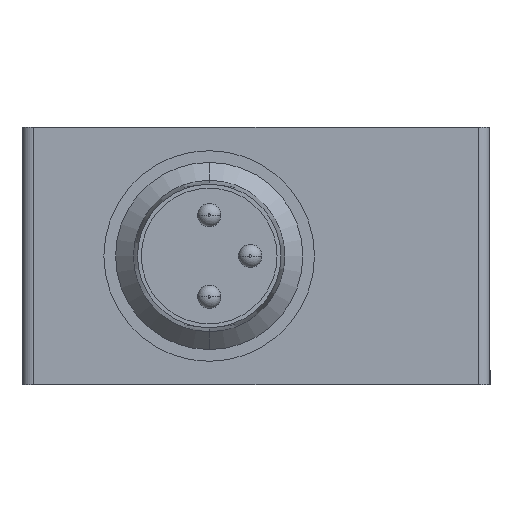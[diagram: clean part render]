
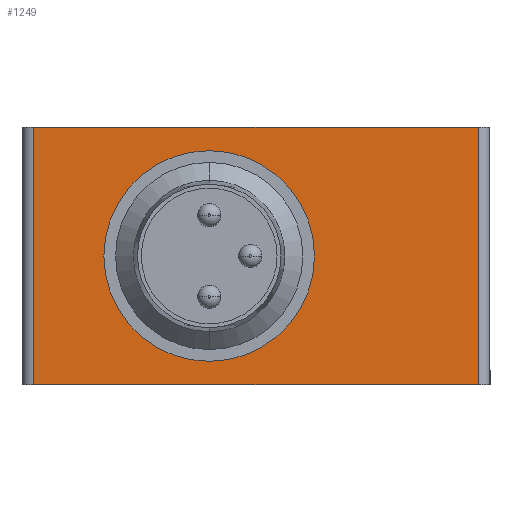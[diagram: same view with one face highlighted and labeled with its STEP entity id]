
A CAD part, front view. The second image highlights one B-rep face of the part: STEP entity #1249.
In plain terms, the highlighted planar face has unit normal (0, -1, 0).
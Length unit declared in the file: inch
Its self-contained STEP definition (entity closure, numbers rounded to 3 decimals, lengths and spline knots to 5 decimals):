
#80 = VERTEX_POINT ( 'NONE', #674 ) ;
#225 = VERTEX_POINT ( 'NONE', #2207 ) ;
#237 = DIRECTION ( 'NONE',  ( 0., 0., -1. ) ) ;
#261 = EDGE_CURVE ( 'NONE', #225, #80, #2354, .T. ) ;
#311 = VERTEX_POINT ( 'NONE', #643 ) ;
#505 = EDGE_CURVE ( 'NONE', #2050, #311, #1518, .T. ) ;
#643 = CARTESIAN_POINT ( 'NONE',  ( -0.07874, 0., -0.17717 ) ) ;
#652 = EDGE_LOOP ( 'NONE', ( #2778, #919 ) ) ;
#674 = CARTESIAN_POINT ( 'NONE',  ( 0.37402, 0., 0.21654 ) ) ;
#715 = DIRECTION ( 'NONE',  ( 0., 0., -1. ) ) ;
#799 = EDGE_CURVE ( 'NONE', #2096, #80, #3117, .T. ) ;
#919 = ORIENTED_EDGE ( 'NONE', *, *, #505, .T. ) ;
#976 = CARTESIAN_POINT ( 'NONE',  ( -0.07874, 0., 0. ) ) ;
#984 = CARTESIAN_POINT ( 'NONE',  ( -0.07874, 0., 0. ) ) ;
#1012 = CARTESIAN_POINT ( 'NONE',  ( -0.37402, 0., 0.21654 ) ) ;
#1059 = EDGE_CURVE ( 'NONE', #311, #2050, #3363, .T. ) ;
#1090 = CARTESIAN_POINT ( 'NONE',  ( -0.29528, 0., -0.21654 ) ) ;
#1119 = AXIS2_PLACEMENT_3D ( 'NONE', #976, #1517, #715 ) ;
#1245 = DIRECTION ( 'NONE',  ( 0., 0., -1. ) ) ;
#1249 = ADVANCED_FACE ( 'NONE', ( #2196, #1985 ), #2669, .T. ) ;
#1316 = CARTESIAN_POINT ( 'NONE',  ( -0.37402, 0., -0.21654 ) ) ;
#1350 = ORIENTED_EDGE ( 'NONE', *, *, #799, .F. ) ;
#1517 = DIRECTION ( 'NONE',  ( 0., 1., 0. ) ) ;
#1518 = CIRCLE ( 'NONE', #1119, 0.17717 ) ;
#1526 = VECTOR ( 'NONE', #1634, 39.37008 ) ;
#1634 = DIRECTION ( 'NONE',  ( 1., 0., 0. ) ) ;
#1726 = EDGE_CURVE ( 'NONE', #2002, #225, #2745, .T. ) ;
#1835 = CARTESIAN_POINT ( 'NONE',  ( 0.27559, 0., 0.21654 ) ) ;
#1870 = ORIENTED_EDGE ( 'NONE', *, *, #2342, .T. ) ;
#1902 = CARTESIAN_POINT ( 'NONE',  ( -0.29528, 0., -0.21654 ) ) ;
#1985 = FACE_BOUND ( 'NONE', #652, .T. ) ;
#2002 = VERTEX_POINT ( 'NONE', #2339 ) ;
#2044 = DIRECTION ( 'NONE',  ( 1., 0., 0. ) ) ;
#2050 = VERTEX_POINT ( 'NONE', #3441 ) ;
#2096 = VERTEX_POINT ( 'NONE', #1012 ) ;
#2154 = AXIS2_PLACEMENT_3D ( 'NONE', #984, #2842, #1245 ) ;
#2177 = EDGE_LOOP ( 'NONE', ( #2436, #2266, #1350, #1870 ) ) ;
#2196 = FACE_OUTER_BOUND ( 'NONE', #2177, .T. ) ;
#2207 = CARTESIAN_POINT ( 'NONE',  ( 0.37402, 0., -0.21654 ) ) ;
#2266 = ORIENTED_EDGE ( 'NONE', *, *, #261, .T. ) ;
#2339 = CARTESIAN_POINT ( 'NONE',  ( -0.37402, 0., -0.21654 ) ) ;
#2342 = EDGE_CURVE ( 'NONE', #2096, #2002, #2828, .T. ) ;
#2354 = LINE ( 'NONE', #3434, #3085 ) ;
#2373 = VECTOR ( 'NONE', #237, 39.37008 ) ;
#2436 = ORIENTED_EDGE ( 'NONE', *, *, #1726, .T. ) ;
#2570 = AXIS2_PLACEMENT_3D ( 'NONE', #1090, #2949, #2678 ) ;
#2669 = PLANE ( 'NONE',  #2570 ) ;
#2678 = DIRECTION ( 'NONE',  ( 0., 0., -1. ) ) ;
#2745 = LINE ( 'NONE', #1902, #1526 ) ;
#2778 = ORIENTED_EDGE ( 'NONE', *, *, #1059, .T. ) ;
#2828 = LINE ( 'NONE', #1316, #2373 ) ;
#2842 = DIRECTION ( 'NONE',  ( 0., 1., 0. ) ) ;
#2907 = VECTOR ( 'NONE', #2044, 39.37008 ) ;
#2949 = DIRECTION ( 'NONE',  ( 0., -1., 0. ) ) ;
#3085 = VECTOR ( 'NONE', #3447, 39.37008 ) ;
#3117 = LINE ( 'NONE', #1835, #2907 ) ;
#3363 = CIRCLE ( 'NONE', #2154, 0.17717 ) ;
#3434 = CARTESIAN_POINT ( 'NONE',  ( 0.37402, 0., -0.21654 ) ) ;
#3441 = CARTESIAN_POINT ( 'NONE',  ( -0.07874, 0., 0.17717 ) ) ;
#3447 = DIRECTION ( 'NONE',  ( 0., 0., 1. ) ) ;
